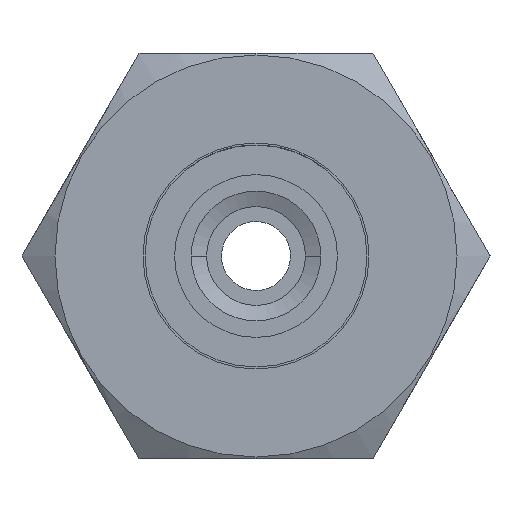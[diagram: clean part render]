
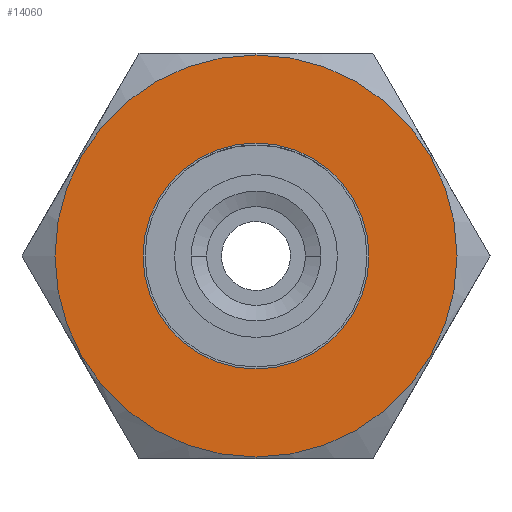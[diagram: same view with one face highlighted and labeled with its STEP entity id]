
A CAD part, left-side view. The second image highlights one B-rep face of the part: STEP entity #14060.
In plain terms, the highlighted planar face has unit normal (-1, 0, 0).
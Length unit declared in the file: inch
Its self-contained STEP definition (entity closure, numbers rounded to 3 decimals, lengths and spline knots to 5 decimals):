
#440 = EDGE_LOOP ( 'NONE', ( #4502, #8364 ) ) ;
#609 = DIRECTION ( 'NONE',  ( 0., 0., -1. ) ) ;
#857 = CARTESIAN_POINT ( 'NONE',  ( 1.257, 0., -0.62 ) ) ;
#907 = AXIS2_PLACEMENT_3D ( 'NONE', #6080, #26521, #12242 ) ;
#1206 = CARTESIAN_POINT ( 'NONE',  ( 1.257, 0., 0. ) ) ;
#1322 = VERTEX_POINT ( 'NONE', #21122 ) ;
#2816 = DIRECTION ( 'NONE',  ( 1., 0., 0. ) ) ;
#4502 = ORIENTED_EDGE ( 'NONE', *, *, #7549, .T. ) ;
#4687 = VERTEX_POINT ( 'NONE', #6138 ) ;
#5676 = ORIENTED_EDGE ( 'NONE', *, *, #23799, .F. ) ;
#6080 = CARTESIAN_POINT ( 'NONE',  ( 1.257, 0.3485, 0. ) ) ;
#6107 = CIRCLE ( 'NONE', #14016, 0.62 ) ;
#6138 = CARTESIAN_POINT ( 'NONE',  ( 1.257, 0., -0.3485 ) ) ;
#6979 = AXIS2_PLACEMENT_3D ( 'NONE', #24992, #2816, #14264 ) ;
#7549 = EDGE_CURVE ( 'NONE', #4687, #21387, #23383, .T. ) ;
#8364 = ORIENTED_EDGE ( 'NONE', *, *, #20618, .T. ) ;
#8669 = DIRECTION ( 'NONE',  ( 1., 0., 0. ) ) ;
#8833 = ORIENTED_EDGE ( 'NONE', *, *, #9265, .F. ) ;
#9265 = EDGE_CURVE ( 'NONE', #1322, #22413, #14284, .T. ) ;
#12242 = DIRECTION ( 'NONE',  ( 0., 0., 1. ) ) ;
#12652 = AXIS2_PLACEMENT_3D ( 'NONE', #25355, #17362, #21218 ) ;
#14016 = AXIS2_PLACEMENT_3D ( 'NONE', #1206, #19554, #25679 ) ;
#14060 = ADVANCED_FACE ( 'NONE', ( #14927, #18486 ), #20758, .T. ) ;
#14264 = DIRECTION ( 'NONE',  ( 0., 0., -1. ) ) ;
#14284 = CIRCLE ( 'NONE', #22629, 0.62 ) ;
#14927 = FACE_BOUND ( 'NONE', #440, .T. ) ;
#14988 = CIRCLE ( 'NONE', #12652, 0.3485 ) ;
#17362 = DIRECTION ( 'NONE',  ( 1., 0., 0. ) ) ;
#18486 = FACE_OUTER_BOUND ( 'NONE', #20698, .T. ) ;
#19554 = DIRECTION ( 'NONE',  ( 1., 0., 0. ) ) ;
#20618 = EDGE_CURVE ( 'NONE', #21387, #4687, #14988, .T. ) ;
#20698 = EDGE_LOOP ( 'NONE', ( #5676, #8833 ) ) ;
#20758 = PLANE ( 'NONE',  #907 ) ;
#20851 = CARTESIAN_POINT ( 'NONE',  ( 1.257, 0., 0. ) ) ;
#20867 = CARTESIAN_POINT ( 'NONE',  ( 1.257, 0., 0.3485 ) ) ;
#21122 = CARTESIAN_POINT ( 'NONE',  ( 1.257, 0., 0.62 ) ) ;
#21218 = DIRECTION ( 'NONE',  ( 0., 0., -1. ) ) ;
#21387 = VERTEX_POINT ( 'NONE', #20867 ) ;
#22413 = VERTEX_POINT ( 'NONE', #857 ) ;
#22629 = AXIS2_PLACEMENT_3D ( 'NONE', #20851, #8669, #609 ) ;
#23383 = CIRCLE ( 'NONE', #6979, 0.3485 ) ;
#23799 = EDGE_CURVE ( 'NONE', #22413, #1322, #6107, .T. ) ;
#24992 = CARTESIAN_POINT ( 'NONE',  ( 1.257, 0., 0. ) ) ;
#25355 = CARTESIAN_POINT ( 'NONE',  ( 1.257, 0., 0. ) ) ;
#25679 = DIRECTION ( 'NONE',  ( 0., 0., -1. ) ) ;
#26521 = DIRECTION ( 'NONE',  ( -1., 0., 0. ) ) ;
